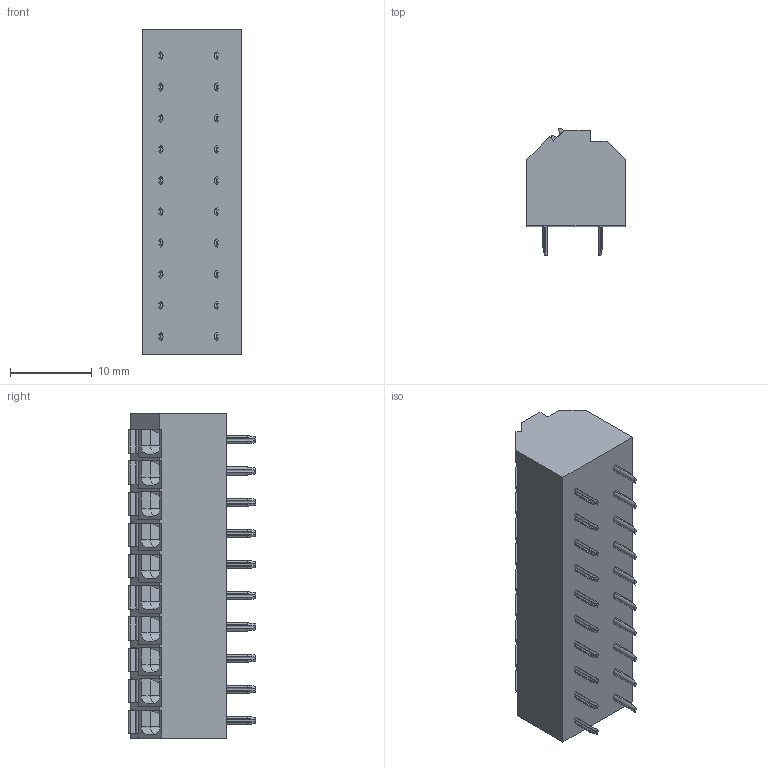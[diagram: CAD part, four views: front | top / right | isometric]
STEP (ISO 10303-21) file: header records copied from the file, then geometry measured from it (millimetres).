
FILE_DESCRIPTION((''),'2;1');
FILE_NAME('1','2024-09-25T',('sj'),(''),'PRO/ENGINEER BY PARAMETRIC TECHNOLOGY CORPORATION, 2013240','PRO/ENGINEER BY PARAMETRIC TECHNOLOGY CORPORATION, 2013240','');
FILE_SCHEMA(('AUTOMOTIVE_DESIGN_CC2 { 1 2 10303 214 -1 1 5 2 }'));
Length unit declared in the file: millimetre
Products named in the file (1): 1
Bounding box: 12 x 15.56 x 39.6 mm (x, y, z)
Volume: 4705.5 mm3; surface area: 2727.9 mm2
Topology: 1 solids, 1 shells, 520 faces, 1404 edges, 916 vertices
Faces by surface type: plane 410, cylinder 90, cone 20
Entity records: 16068 total; most frequent: CARTESIAN_POINT 2960, ORIENTED_EDGE 2808, DIRECTION 2564, EDGE_CURVE 1404, VECTOR 1124, LINE 1124, VERTEX_POINT 916, AXIS2_PLACEMENT_3D 720
